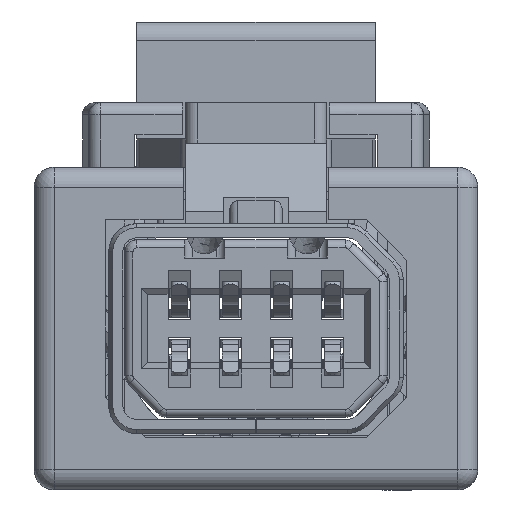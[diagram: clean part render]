
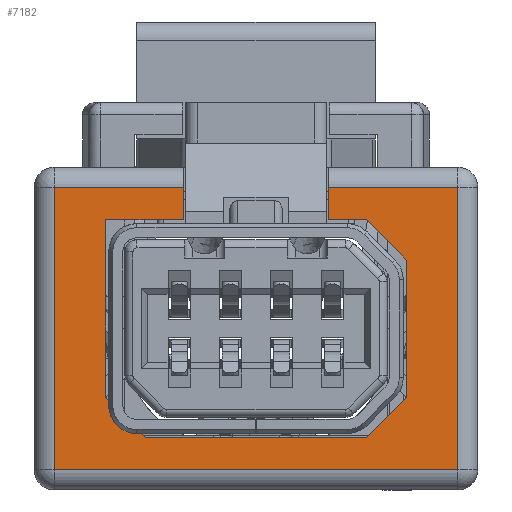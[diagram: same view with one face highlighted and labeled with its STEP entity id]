
A CAD part, front view. The second image highlights one B-rep face of the part: STEP entity #7182.
In plain terms, the highlighted planar face has unit normal (0, -1, 0).
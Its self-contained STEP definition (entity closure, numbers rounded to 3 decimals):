
#37=CARTESIAN_POINT('',(1.8,11.2,3.5));
#38=VERTEX_POINT('',#37);
#46=CARTESIAN_POINT('',(5.,11.2,3.5));
#47=VERTEX_POINT('',#46);
#48=CARTESIAN_POINT('',(1.8,11.2,3.5));
#49=DIRECTION('',(1.,0.,0.));
#50=VECTOR('',#49,3.2);
#51=LINE('',#48,#50);
#52=EDGE_CURVE('',#38,#47,#51,.T.);
#77=CARTESIAN_POINT('',(-1.8,11.2,3.5));
#78=VERTEX_POINT('',#77);
#96=CARTESIAN_POINT('',(-5.,11.2,3.5));
#97=VERTEX_POINT('',#96);
#105=CARTESIAN_POINT('',(-5.,11.2,3.5));
#106=DIRECTION('',(1.,0.,0.));
#107=VECTOR('',#106,3.2);
#108=LINE('',#105,#107);
#109=EDGE_CURVE('',#97,#78,#108,.T.);
#3731=CARTESIAN_POINT('',(-1.8,11.2,2.7));
#3732=VERTEX_POINT('',#3731);
#3733=CARTESIAN_POINT('',(-1.8,11.2,3.5));
#3734=DIRECTION('',(0.,0.,-1.));
#3735=VECTOR('',#3734,0.8);
#3736=LINE('',#3733,#3735);
#3737=EDGE_CURVE('',#78,#3732,#3736,.T.);
#3794=CARTESIAN_POINT('',(1.8,11.2,2.7));
#3795=VERTEX_POINT('',#3794);
#3802=CARTESIAN_POINT('',(1.8,11.2,2.7));
#3803=DIRECTION('',(0.,0.,1.));
#3804=VECTOR('',#3803,0.8);
#3805=LINE('',#3802,#3804);
#3806=EDGE_CURVE('',#3795,#38,#3805,.T.);
#5438=CARTESIAN_POINT('',(-3.725,11.2,2.7));
#5439=VERTEX_POINT('',#5438);
#5440=CARTESIAN_POINT('',(-3.725,11.2,2.7));
#5441=DIRECTION('',(1.,0.,0.));
#5442=VECTOR('',#5441,1.925);
#5443=LINE('',#5440,#5442);
#5444=EDGE_CURVE('',#5439,#3732,#5443,.T.);
#5498=CARTESIAN_POINT('',(2.75,11.2,2.7));
#5499=VERTEX_POINT('',#5498);
#5506=CARTESIAN_POINT('',(1.8,11.2,2.7));
#5507=DIRECTION('',(1.,0.,0.));
#5508=VECTOR('',#5507,0.95);
#5509=LINE('',#5506,#5508);
#5510=EDGE_CURVE('',#3795,#5499,#5509,.T.);
#7065=CARTESIAN_POINT('',(0.,11.2,0.));
#7066=DIRECTION('',(-1.,0.,0.));
#7067=DIRECTION('',(0.,-1.,-0.));
#7068=AXIS2_PLACEMENT_3D('',#7065,#7067,#7066);
#7069=PLANE('',#7068);
#7070=CARTESIAN_POINT('',(3.725,11.2,1.7));
#7071=VERTEX_POINT('',#7070);
#7072=CARTESIAN_POINT('',(3.725,11.2,-1.7));
#7073=VERTEX_POINT('',#7072);
#7074=CARTESIAN_POINT('',(3.725,11.2,1.7));
#7075=DIRECTION('',(0.,0.,-1.));
#7076=VECTOR('',#7075,3.4);
#7077=LINE('',#7074,#7076);
#7078=EDGE_CURVE('',#7071,#7073,#7077,.T.);
#7079=ORIENTED_EDGE('',*,*,#7078,.T.);
#7080=CARTESIAN_POINT('',(2.75,11.2,-2.7));
#7081=VERTEX_POINT('',#7080);
#7082=CARTESIAN_POINT('',(3.725,11.2,-1.7));
#7083=DIRECTION('',(-0.698,0.,-0.716));
#7084=VECTOR('',#7083,1.397);
#7085=LINE('',#7082,#7084);
#7086=EDGE_CURVE('',#7073,#7081,#7085,.T.);
#7087=ORIENTED_EDGE('',*,*,#7086,.T.);
#7088=CARTESIAN_POINT('',(-2.75,11.2,-2.7));
#7089=VERTEX_POINT('',#7088);
#7090=CARTESIAN_POINT('',(2.75,11.2,-2.7));
#7091=DIRECTION('',(-1.,0.,0.));
#7092=VECTOR('',#7091,5.5);
#7093=LINE('',#7090,#7092);
#7094=EDGE_CURVE('',#7081,#7089,#7093,.T.);
#7095=ORIENTED_EDGE('',*,*,#7094,.T.);
#7096=CARTESIAN_POINT('',(-2.848,11.2,-2.6));
#7097=VERTEX_POINT('',#7096);
#7098=CARTESIAN_POINT('',(-2.75,11.2,-2.7));
#7099=DIRECTION('',(-0.698,0.,0.716));
#7100=VECTOR('',#7099,0.14);
#7101=LINE('',#7098,#7100);
#7102=EDGE_CURVE('',#7089,#7097,#7101,.T.);
#7103=ORIENTED_EDGE('',*,*,#7102,.T.);
#7104=CARTESIAN_POINT('',(-2.95,11.2,-2.6));
#7105=VERTEX_POINT('',#7104);
#7106=CARTESIAN_POINT('',(-2.848,11.2,-2.6));
#7107=DIRECTION('',(-1.,0.,0.));
#7108=VECTOR('',#7107,0.102);
#7109=LINE('',#7106,#7108);
#7110=EDGE_CURVE('',#7097,#7105,#7109,.T.);
#7111=ORIENTED_EDGE('',*,*,#7110,.T.);
#7112=CARTESIAN_POINT('',(-3.65,11.2,-1.9));
#7113=VERTEX_POINT('',#7112);
#7114=CARTESIAN_POINT('',(-2.95,11.2,-2.601));
#7115=CARTESIAN_POINT('',(-2.996,11.2,-2.599));
#7116=CARTESIAN_POINT('',(-3.13,11.2,-2.582));
#7117=CARTESIAN_POINT('',(-3.297,11.2,-2.515));
#7118=CARTESIAN_POINT('',(-3.488,11.2,-2.372));
#7119=CARTESIAN_POINT('',(-3.649,11.2,-2.083));
#7120=CARTESIAN_POINT('',(-3.65,11.2,-1.9));
#7121=B_SPLINE_CURVE_WITH_KNOTS('',2,(#7114,#7115,#7116,#7117,#7118,#7119,#7120),.UNSPECIFIED.,.F.,.U.,(3,1,1,1,1,3),(0.096,0.172,0.318,0.464,0.708,1.),.UNSPECIFIED.);
#7122=EDGE_CURVE('',#7105,#7113,#7121,.T.);
#7123=ORIENTED_EDGE('',*,*,#7122,.T.);
#7124=CARTESIAN_POINT('',(-3.65,11.2,-1.777));
#7125=VERTEX_POINT('',#7124);
#7126=CARTESIAN_POINT('',(-3.65,11.2,-1.9));
#7127=DIRECTION('',(0.,0.,1.));
#7128=VECTOR('',#7127,0.123);
#7129=LINE('',#7126,#7128);
#7130=EDGE_CURVE('',#7113,#7125,#7129,.T.);
#7131=ORIENTED_EDGE('',*,*,#7130,.T.);
#7132=CARTESIAN_POINT('',(-3.725,11.2,-1.7));
#7133=VERTEX_POINT('',#7132);
#7134=CARTESIAN_POINT('',(-3.65,11.2,-1.777));
#7135=DIRECTION('',(-0.698,0.,0.716));
#7136=VECTOR('',#7135,0.107);
#7137=LINE('',#7134,#7136);
#7138=EDGE_CURVE('',#7125,#7133,#7137,.T.);
#7139=ORIENTED_EDGE('',*,*,#7138,.T.);
#7140=CARTESIAN_POINT('',(-3.725,11.2,2.7));
#7141=DIRECTION('',(0.,0.,-1.));
#7142=VECTOR('',#7141,4.4);
#7143=LINE('',#7140,#7142);
#7144=EDGE_CURVE('',#5439,#7133,#7143,.T.);
#7145=ORIENTED_EDGE('',*,*,#7144,.F.);
#7146=ORIENTED_EDGE('',*,*,#5444,.T.);
#7147=ORIENTED_EDGE('',*,*,#3737,.F.);
#7148=ORIENTED_EDGE('',*,*,#109,.F.);
#7149=CARTESIAN_POINT('',(-5.,11.2,-3.5));
#7150=VERTEX_POINT('',#7149);
#7151=CARTESIAN_POINT('',(-5.,11.2,3.5));
#7152=DIRECTION('',(0.,0.,-1.));
#7153=VECTOR('',#7152,7.);
#7154=LINE('',#7151,#7153);
#7155=EDGE_CURVE('',#97,#7150,#7154,.T.);
#7156=ORIENTED_EDGE('',*,*,#7155,.T.);
#7157=CARTESIAN_POINT('',(5.,11.2,-3.5));
#7158=VERTEX_POINT('',#7157);
#7159=CARTESIAN_POINT('',(5.,11.2,-3.5));
#7160=DIRECTION('',(-1.,0.,0.));
#7161=VECTOR('',#7160,10.);
#7162=LINE('',#7159,#7161);
#7163=EDGE_CURVE('',#7158,#7150,#7162,.T.);
#7164=ORIENTED_EDGE('',*,*,#7163,.F.);
#7165=CARTESIAN_POINT('',(5.,11.2,3.5));
#7166=DIRECTION('',(0.,0.,-1.));
#7167=VECTOR('',#7166,7.);
#7168=LINE('',#7165,#7167);
#7169=EDGE_CURVE('',#47,#7158,#7168,.T.);
#7170=ORIENTED_EDGE('',*,*,#7169,.F.);
#7171=ORIENTED_EDGE('',*,*,#52,.F.);
#7172=ORIENTED_EDGE('',*,*,#3806,.F.);
#7173=ORIENTED_EDGE('',*,*,#5510,.T.);
#7174=CARTESIAN_POINT('',(3.725,11.2,1.7));
#7175=DIRECTION('',(-0.698,0.,0.716));
#7176=VECTOR('',#7175,1.397);
#7177=LINE('',#7174,#7176);
#7178=EDGE_CURVE('',#7071,#5499,#7177,.T.);
#7179=ORIENTED_EDGE('',*,*,#7178,.F.);
#7180=EDGE_LOOP('',(#7079,#7087,#7095,#7103,#7111,#7123,#7131,#7139,#7145,#7146,#7147,#7148,#7156,#7164,#7170,#7171,#7172,#7173,#7179));
#7181=FACE_OUTER_BOUND('',#7180,.T.);
#7182=ADVANCED_FACE('',(#7181),#7069,.T.);
